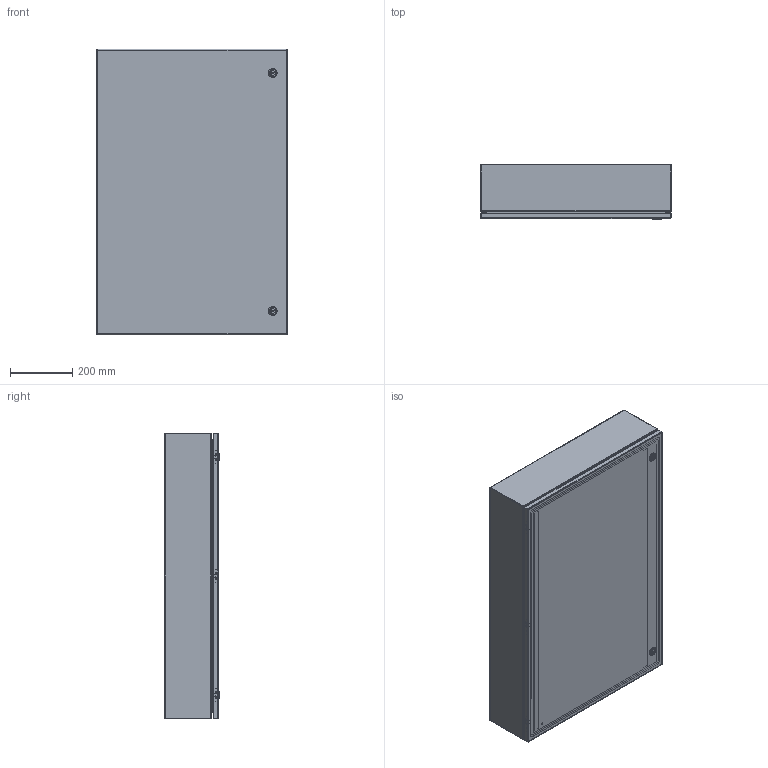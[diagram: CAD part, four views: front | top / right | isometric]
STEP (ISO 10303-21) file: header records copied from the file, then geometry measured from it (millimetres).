
FILE_DESCRIPTION (( 'STEP AP203' ), '1' );
FILE_NAME ('EN4SD36246LG_Default.step', '2019-11-14T21:00:17', ( '' ), ( '' ), 'SwSTEP 2.0', 'SolidWorks 2019', '' );
FILE_SCHEMA (( 'CONFIG_CONTROL_DESIGN' ));
Length unit declared in the file: inch
Products named in the file (1): EN4SD36246LG_Default
Bounding box: 609.6 x 177.72 x 914.4 mm (x, y, z)
Volume: 3435870.7 mm3; surface area: 3802578.8 mm2
Topology: 33 solids, 34 shells, 917 faces, 2145 edges, 1326 vertices
Faces by surface type: plane 430, cylinder 307, bspline 122, torus 36, cone 22
Entity records: 30466 total; most frequent: CARTESIAN_POINT 9901, ORIENTED_EDGE 4250, DIRECTION 4221, EDGE_CURVE 2125, AXIS2_PLACEMENT_3D 1502, VERTEX_POINT 1326, LINE 1217, VECTOR 1217
